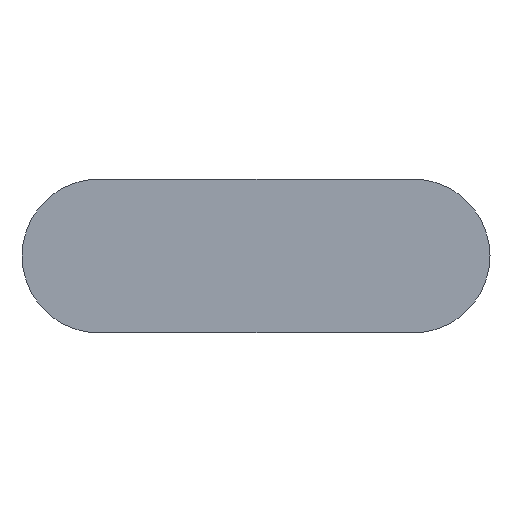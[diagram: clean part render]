
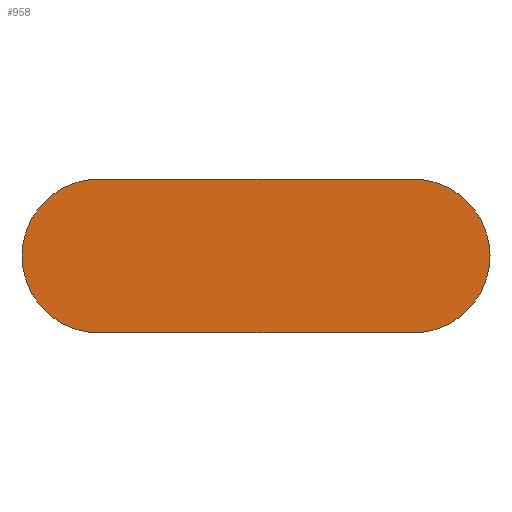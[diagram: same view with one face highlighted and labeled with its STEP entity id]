
A CAD part, left-side view. The second image highlights one B-rep face of the part: STEP entity #958.
In plain terms, the highlighted planar face has unit normal (-1, 0, 0).
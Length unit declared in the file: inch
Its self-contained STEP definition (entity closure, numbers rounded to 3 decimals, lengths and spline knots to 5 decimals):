
#5 = EDGE_CURVE ( 'NONE', #520, #789, #362, .T. ) ;
#16 = CARTESIAN_POINT ( 'NONE',  ( 0., -0.2245, 0. ) ) ;
#22 = CIRCLE ( 'NONE', #779, 0.11 ) ;
#70 = CARTESIAN_POINT ( 'NONE',  ( 0., -0.2245, 0.11 ) ) ;
#84 = DIRECTION ( 'NONE',  ( 0., 0., 1. ) ) ;
#118 = DIRECTION ( 'NONE',  ( 0., -1., 0. ) ) ;
#166 = CARTESIAN_POINT ( 'NONE',  ( 0., -0.2245, 0.11 ) ) ;
#181 = EDGE_CURVE ( 'NONE', #789, #1047, #1018, .T. ) ;
#206 = ORIENTED_EDGE ( 'NONE', *, *, #5, .T. ) ;
#208 = FACE_OUTER_BOUND ( 'NONE', #438, .T. ) ;
#320 = DIRECTION ( 'NONE',  ( 0., 0., 1. ) ) ;
#339 = DIRECTION ( 'NONE',  ( -1., 0., 0. ) ) ;
#362 = CIRCLE ( 'NONE', #400, 0.11 ) ;
#388 = DIRECTION ( 'NONE',  ( -1., 0., 0. ) ) ;
#400 = AXIS2_PLACEMENT_3D ( 'NONE', #1082, #388, #84 ) ;
#422 = DIRECTION ( 'NONE',  ( -1., 0., 0. ) ) ;
#432 = CARTESIAN_POINT ( 'NONE',  ( 0., 0.2245, -0.11 ) ) ;
#438 = EDGE_LOOP ( 'NONE', ( #642, #673, #206, #1067 ) ) ;
#520 = VERTEX_POINT ( 'NONE', #960 ) ;
#597 = AXIS2_PLACEMENT_3D ( 'NONE', #16, #422, #320 ) ;
#612 = VERTEX_POINT ( 'NONE', #70 ) ;
#642 = ORIENTED_EDGE ( 'NONE', *, *, #1189, .T. ) ;
#665 = LINE ( 'NONE', #166, #991 ) ;
#673 = ORIENTED_EDGE ( 'NONE', *, *, #1028, .T. ) ;
#725 = CARTESIAN_POINT ( 'NONE',  ( 0., -0.2245, 0. ) ) ;
#759 = DIRECTION ( 'NONE',  ( 0., 0., 1. ) ) ;
#779 = AXIS2_PLACEMENT_3D ( 'NONE', #725, #339, #759 ) ;
#789 = VERTEX_POINT ( 'NONE', #432 ) ;
#861 = DIRECTION ( 'NONE',  ( 0., 1., 0. ) ) ;
#939 = PLANE ( 'NONE',  #597 ) ;
#958 = ADVANCED_FACE ( 'NONE', ( #208 ), #939, .T. ) ;
#960 = CARTESIAN_POINT ( 'NONE',  ( 0., 0.2245, 0.11 ) ) ;
#987 = VECTOR ( 'NONE', #118, 39.37008 ) ;
#991 = VECTOR ( 'NONE', #861, 39.37008 ) ;
#1018 = LINE ( 'NONE', #1125, #987 ) ;
#1028 = EDGE_CURVE ( 'NONE', #612, #520, #665, .T. ) ;
#1047 = VERTEX_POINT ( 'NONE', #1274 ) ;
#1067 = ORIENTED_EDGE ( 'NONE', *, *, #181, .T. ) ;
#1082 = CARTESIAN_POINT ( 'NONE',  ( 0., 0.2245, 0. ) ) ;
#1125 = CARTESIAN_POINT ( 'NONE',  ( 0., 0.2245, -0.11 ) ) ;
#1189 = EDGE_CURVE ( 'NONE', #1047, #612, #22, .T. ) ;
#1274 = CARTESIAN_POINT ( 'NONE',  ( 0., -0.2245, -0.11 ) ) ;
